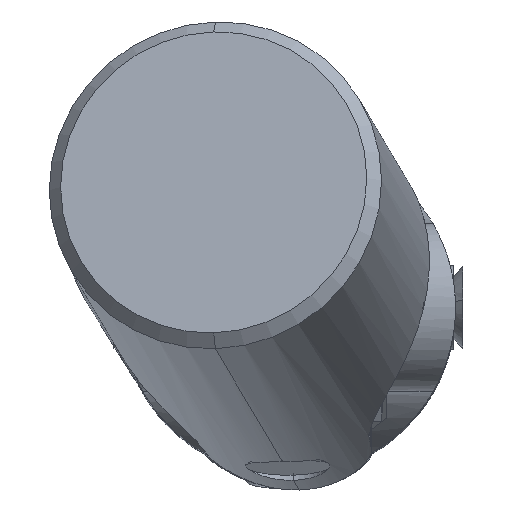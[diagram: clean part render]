
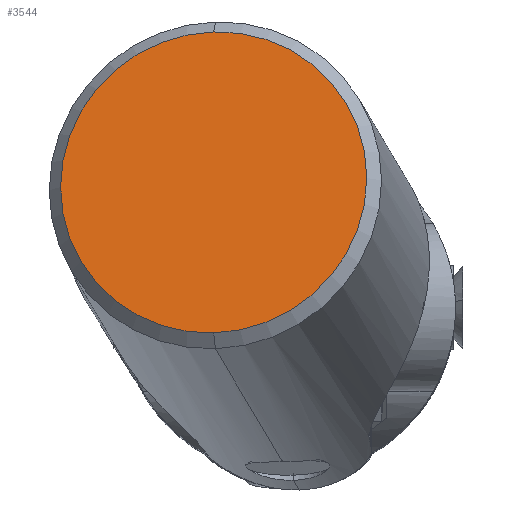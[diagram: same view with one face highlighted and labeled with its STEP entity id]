
A CAD part, top view. The second image highlights one B-rep face of the part: STEP entity #3544.
In plain terms, the highlighted face is planar.
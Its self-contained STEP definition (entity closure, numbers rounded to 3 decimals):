
#6=CARTESIAN_POINT('',(0.,0.,0.));
#7=DIRECTION('',(0.,0.,1.));
#8=DIRECTION('',(-1.,0.,0.));
#9=AXIS2_PLACEMENT_3D('',#6,#7,#8);
#11=CARTESIAN_POINT('',(0.,0.,0.));
#12=DIRECTION('',(0.,0.,1.));
#13=DIRECTION('',(1.,0.,0.));
#14=AXIS2_PLACEMENT_3D('',#11,#12,#13);
#3456=CARTESIAN_POINT('',(11.7,0.,0.));
#3457=CARTESIAN_POINT('',(-11.7,0.,0.));
#3458=VERTEX_POINT('',#3456);
#3459=VERTEX_POINT('',#3457);
#3534=CARTESIAN_POINT('',(0.,0.,0.));
#3535=DIRECTION('',(0.,0.,1.));
#3536=DIRECTION('',(1.,0.,0.));
#3537=AXIS2_PLACEMENT_3D('',#3534,#3535,#3536);
#3538=PLANE('',#3537);
#3540=ORIENTED_EDGE('',*,*,#3539,.T.);
#3541=ORIENTED_EDGE('',*,*,#3523,.T.);
#3542=EDGE_LOOP('',(#3540,#3541));
#3543=FACE_OUTER_BOUND('',#3542,.F.);
#3544=ADVANCED_FACE('',(#3543),#3538,.F.);
#10=CIRCLE('',#9,11.7);
#15=CIRCLE('',#14,11.7);
#3523=EDGE_CURVE('',#3458,#3459,#15,.T.);
#3539=EDGE_CURVE('',#3459,#3458,#10,.T.);
